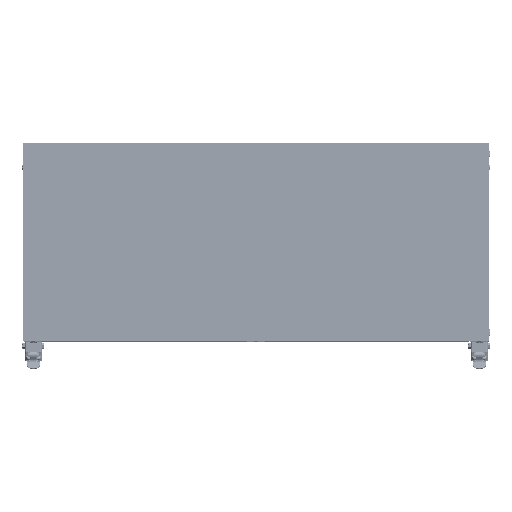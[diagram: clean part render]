
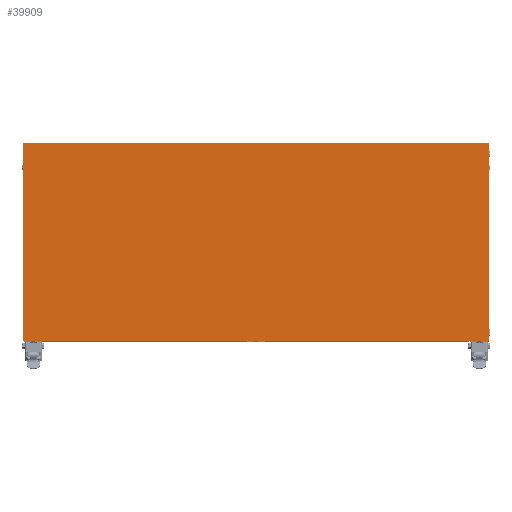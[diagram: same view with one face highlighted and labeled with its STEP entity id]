
A CAD part, top view. The second image highlights one B-rep face of the part: STEP entity #39909.
In plain terms, the highlighted planar face has unit normal (0, 0, 1).
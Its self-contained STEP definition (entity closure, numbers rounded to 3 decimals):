
#39909=ADVANCED_FACE('',(#54815),#54816,.T.);
#54815=FACE_OUTER_BOUND('',#80001,.T.);
#54816=PLANE('',#80002);
#80001=EDGE_LOOP('',(#106635,#106636,#106637,#106638));
#80002=AXIS2_PLACEMENT_3D('',#106639,#106640,#106641);
#106635=ORIENTED_EDGE('',*,*,#159290,.F.);
#106636=ORIENTED_EDGE('',*,*,#159293,.F.);
#106637=ORIENTED_EDGE('',*,*,#159285,.F.);
#106638=ORIENTED_EDGE('',*,*,#159281,.F.);
#106639=CARTESIAN_POINT('',(0.,0.,1257.));
#106640=DIRECTION('',(0.0,0.0,1.0));
#106641=DIRECTION('',(1.0,0.0,0.0));
#159281=EDGE_CURVE('',#184449,#184451,#184452,.T.);
#159285=EDGE_CURVE('',#184451,#184457,#184458,.T.);
#159290=EDGE_CURVE('',#184464,#184449,#184466,.T.);
#159293=EDGE_CURVE('',#184457,#184464,#184469,.T.);
#184449=VERTEX_POINT('',#226873);
#184451=VERTEX_POINT('',#226876);
#184452=LINE('',#226877,#226878);
#184457=VERTEX_POINT('',#226885);
#184458=LINE('',#226886,#226887);
#184464=VERTEX_POINT('',#226895);
#184466=LINE('',#226898,#226899);
#184469=LINE('',#226903,#226904);
#226873=CARTESIAN_POINT('',(-470.,-200.0,1257.));
#226876=CARTESIAN_POINT('',(-470.,200.0,1257.));
#226877=CARTESIAN_POINT('',(-470.,0.,1257.));
#226878=VECTOR('',#271775,1.0);
#226885=CARTESIAN_POINT('',(470.,200.0,1257.));
#226886=CARTESIAN_POINT('',(0.,200.0,1257.));
#226887=VECTOR('',#271778,1.0);
#226895=CARTESIAN_POINT('',(470.,-200.0,1257.));
#226898=CARTESIAN_POINT('',(0.,-200.0,1257.));
#226899=VECTOR('',#271782,1.0);
#226903=CARTESIAN_POINT('',(470.,0.,1257.));
#226904=VECTOR('',#271784,1.0);
#271775=DIRECTION('',(0.0,1.0,0.0));
#271778=DIRECTION('',(1.0,0.0,0.0));
#271782=DIRECTION('',(-1.0,0.0,0.0));
#271784=DIRECTION('',(0.0,-1.0,0.0));
